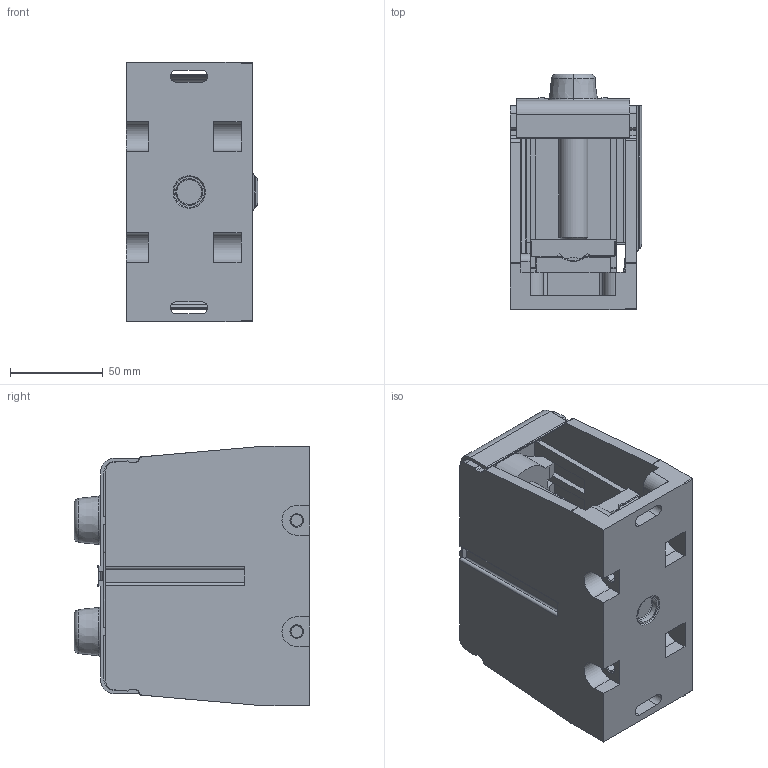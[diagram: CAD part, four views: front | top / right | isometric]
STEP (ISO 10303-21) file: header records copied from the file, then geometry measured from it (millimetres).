
FILE_DESCRIPTION((''),'2;1');
FILE_NAME('5YB574374_ASM','2024-01-30T',('dell'),(''),'PRO/ENGINEER BY PARAMETRIC TECHNOLOGY CORPORATION, 2013230','PRO/ENGINEER BY PARAMETRIC TECHNOLOGY CORPORATION, 2013230','');
FILE_SCHEMA(('AUTOMOTIVE_DESIGN { 1 0 10303 214 1 1 1 1 }'));
Length unit declared in the file: millimetre
Products named in the file (1): 5YB574374_ASM
Bounding box: 71 x 127 x 140 mm (x, y, z)
Volume: 553029.9 mm3; surface area: 184112.2 mm2
Topology: 1 solids, 3 shells, 1217 faces, 3717 edges, 2421 vertices
Faces by surface type: plane 714, cylinder 397, cone 42, torus 39, bspline 25
Entity records: 47915 total; most frequent: CARTESIAN_POINT 9019, ORIENTED_EDGE 7410, DIRECTION 6604, EDGE_CURVE 3705, VECTOR 2648, LINE 2648, VERTEX_POINT 2421, AXIS2_PLACEMENT_3D 1978
